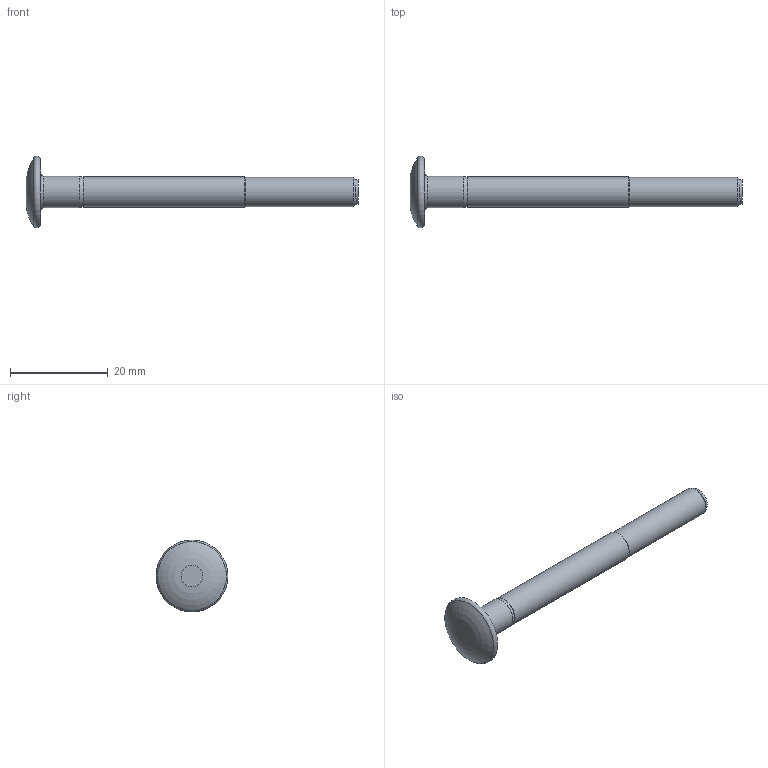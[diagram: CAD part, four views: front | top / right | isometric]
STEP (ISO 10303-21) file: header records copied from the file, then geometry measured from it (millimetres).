
FILE_DESCRIPTION (( 'STEP AP203' ), '1' );
FILE_NAME ('MGPTC-R8-20.STEP', '2021-11-04T18:42:09', ( '' ), ( '' ), 'SwSTEP 2.0', 'SolidWorks 2018', '' );
FILE_SCHEMA (( 'CONFIG_CONTROL_DESIGN' ));
Length unit declared in the file: inch
Products named in the file (1): MGPTC-R8-20
Bounding box: 68.1 x 14.73 x 14.73 mm (x, y, z)
Volume: 2338.6 mm3; surface area: 1663.4 mm2
Topology: 1 solids, 1 shells, 18 faces, 30 edges, 17 vertices
Faces by surface type: plane 5, cylinder 5, cone 5, torus 3
Full cylindrical faces by diameter (mm): 5.093 x1, 5.982 x1, 6.248 x1, 6.452 x1, 12.497 x1
Entity records: 433 total; most frequent: DIRECTION 72, CARTESIAN_POINT 53, AXIS2_PLACEMENT_3D 36, EDGE_LOOP 34, ORIENTED_EDGE 34, FACE_OUTER_BOUND 26, ADVANCED_FACE 18, EDGE_CURVE 17
